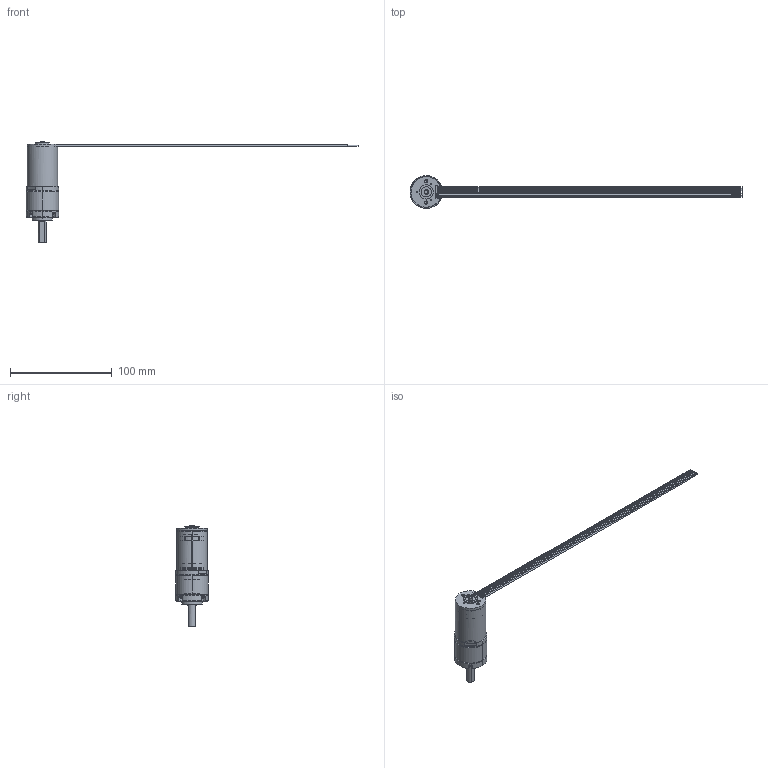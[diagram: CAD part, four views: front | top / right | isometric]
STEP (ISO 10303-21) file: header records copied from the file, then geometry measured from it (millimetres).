
FILE_DESCRIPTION((''),'2;1');
FILE_NAME('4611180000881_SW0001','2023-05-04T10:36:30',('TQ01056'),(''),'CREO PARAMETRIC BY PTC INC, 2018100','CREO PARAMETRIC BY PTC INC, 2018100','');
FILE_SCHEMA(('CONFIG_CONTROL_DESIGN'));
Length unit declared in the file: millimetre
Products named in the file (1): 4611180000881_SW0001
Bounding box: 326.6 x 32 x 100 mm (x, y, z)
Volume: 27963 mm3; surface area: 33457.6 mm2
Topology: 2 solids, 4 shells, 629 faces, 1640 edges, 1022 vertices
Faces by surface type: cylinder 239, plane 222, cone 80, torus 53, bspline 35
Entity records: 23830 total; most frequent: CARTESIAN_POINT 8261, DIRECTION 3344, ORIENTED_EDGE 3228, EDGE_CURVE 1614, AXIS2_PLACEMENT_3D 1323, VERTEX_POINT 1022, CIRCLE 729, EDGE_LOOP 712
